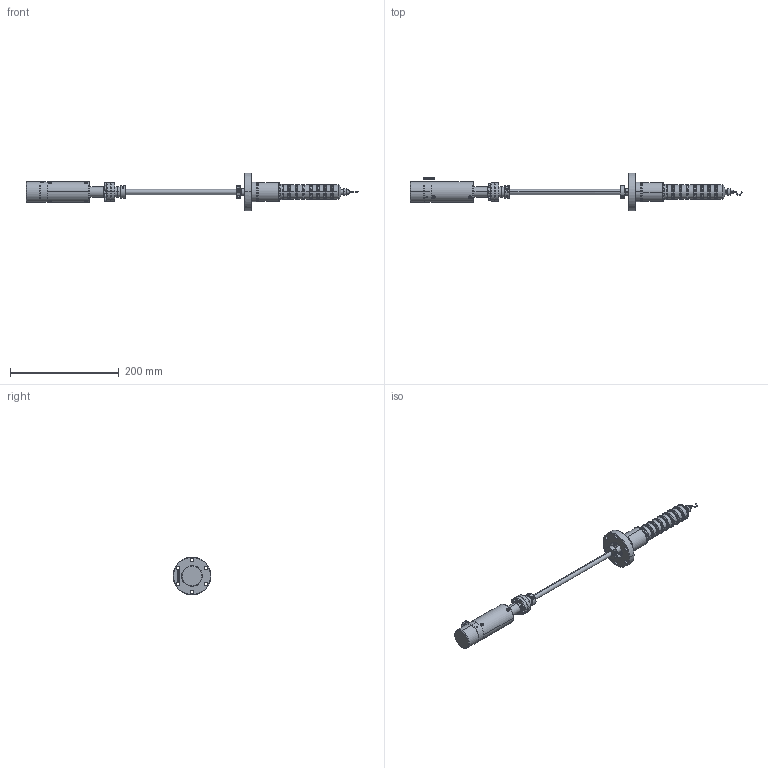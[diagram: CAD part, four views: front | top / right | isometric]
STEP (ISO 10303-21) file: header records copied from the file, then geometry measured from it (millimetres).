
FILE_DESCRIPTION (( 'STEP AP214' ), '1' );
FILE_NAME ('QN106117, FWS-44R-275-8.STEP', '2014-10-22T18:22:40', ( 'My Thermionics' ), ( '' ), 'SwSTEP 2.0', 'SolidWorks 2010', '' );
FILE_SCHEMA (( 'AUTOMOTIVE_DESIGN' ));
Length unit declared in the file: inch
Products named in the file (1): QN106117, FWS-44R-275-8
Bounding box: 609.49 x 69.34 x 69.34 mm (x, y, z)
Surface area: 87239.5 mm2 (no closed solid volume)
Topology: 0 solids, 94 shells, 668 faces, 2419 edges, 1727 vertices
Faces by surface type: cylinder 271, plane 228, cone 155, torus 14
Entity records: 36282 total; most frequent: CARTESIAN_POINT 7700, DIRECTION 4221, ORIENTED_EDGE 3556, EDGE_CURVE 2405, VERTEX_POINT 1727, AXIS2_PLACEMENT_3D 1641, CIRCLE 972, LINE 939
